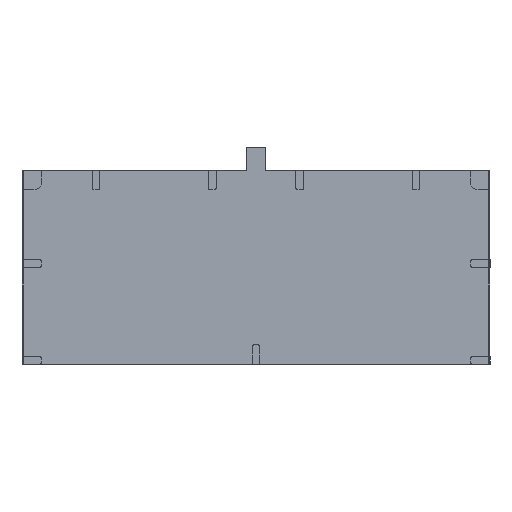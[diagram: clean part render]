
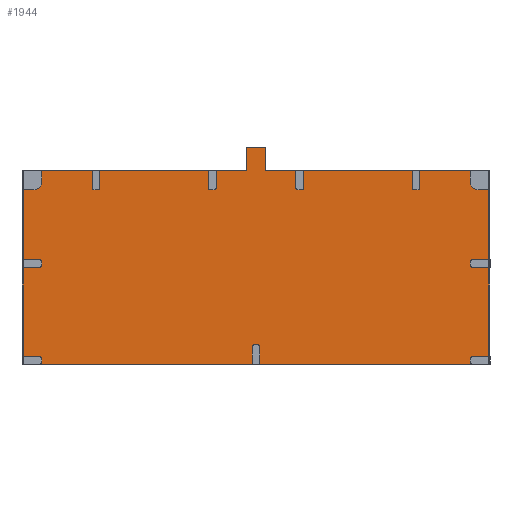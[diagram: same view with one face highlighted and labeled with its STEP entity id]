
A CAD part, top view. The second image highlights one B-rep face of the part: STEP entity #1944.
In plain terms, the highlighted planar face has unit normal (0, 0, 1).
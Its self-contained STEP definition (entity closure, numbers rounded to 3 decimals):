
#23 = CARTESIAN_POINT ( 'NONE',  ( 600., -500., 128. ) ) ;
#91 = VERTEX_POINT ( 'NONE', #13366 ) ;
#367 = VECTOR ( 'NONE', #1668, 1000. ) ;
#509 = ORIENTED_EDGE ( 'NONE', *, *, #5233, .F. ) ;
#573 = VERTEX_POINT ( 'NONE', #9664 ) ;
#865 = DIRECTION ( 'NONE',  ( -1., 0., 0. ) ) ;
#1020 = CARTESIAN_POINT ( 'NONE',  ( -600., 0., 128. ) ) ;
#1668 = DIRECTION ( 'NONE',  ( 0., 1., 0. ) ) ;
#1944 = ADVANCED_FACE ( 'NONE', ( #9313 ), #6358, .T. ) ;
#2126 = LINE ( 'NONE', #7764, #4112 ) ;
#2143 = CARTESIAN_POINT ( 'NONE',  ( -25., 0., 128. ) ) ;
#2567 = ORIENTED_EDGE ( 'NONE', *, *, #3773, .T. ) ;
#2872 = CARTESIAN_POINT ( 'NONE',  ( 25., 60., 128. ) ) ;
#3234 = CARTESIAN_POINT ( 'NONE',  ( -600., -500., 128. ) ) ;
#3261 = CARTESIAN_POINT ( 'NONE',  ( -600., -500., 128. ) ) ;
#3312 = EDGE_CURVE ( 'NONE', #5284, #91, #17631, .T. ) ;
#3327 = DIRECTION ( 'NONE',  ( 1., 0., 0. ) ) ;
#3546 = VECTOR ( 'NONE', #8419, 1000. ) ;
#3773 = EDGE_CURVE ( 'NONE', #13974, #5284, #2126, .T. ) ;
#3829 = CARTESIAN_POINT ( 'NONE',  ( 600., 0., 128. ) ) ;
#4112 = VECTOR ( 'NONE', #14585, 1000. ) ;
#4366 = LINE ( 'NONE', #23, #7432 ) ;
#4981 = DIRECTION ( 'NONE',  ( 1., 0., 0. ) ) ;
#5051 = DIRECTION ( 'NONE',  ( 0., 0., 1. ) ) ;
#5233 = EDGE_CURVE ( 'NONE', #8581, #7296, #15512, .T. ) ;
#5284 = VERTEX_POINT ( 'NONE', #2872 ) ;
#5457 = EDGE_CURVE ( 'NONE', #9942, #573, #17524, .T. ) ;
#6319 = EDGE_LOOP ( 'NONE', ( #509, #15139, #12207, #17376, #16048, #2567, #15914, #11911 ) ) ;
#6358 = PLANE ( 'NONE',  #8348 ) ;
#6909 = CARTESIAN_POINT ( 'NONE',  ( 25., 0., 128. ) ) ;
#7023 = VERTEX_POINT ( 'NONE', #3829 ) ;
#7208 = CARTESIAN_POINT ( 'NONE',  ( -600., -500., 128. ) ) ;
#7296 = VERTEX_POINT ( 'NONE', #2143 ) ;
#7432 = VECTOR ( 'NONE', #12576, 1000. ) ;
#7698 = EDGE_CURVE ( 'NONE', #573, #7023, #4366, .T. ) ;
#7764 = CARTESIAN_POINT ( 'NONE',  ( 25., 0., 128. ) ) ;
#7828 = EDGE_CURVE ( 'NONE', #9942, #8581, #15923, .T. ) ;
#7986 = VECTOR ( 'NONE', #3327, 1000. ) ;
#8348 = AXIS2_PLACEMENT_3D ( 'NONE', #11980, #5051, #4981 ) ;
#8419 = DIRECTION ( 'NONE',  ( 1., 0., 0. ) ) ;
#8494 = VECTOR ( 'NONE', #865, 1000. ) ;
#8581 = VERTEX_POINT ( 'NONE', #1020 ) ;
#9191 = EDGE_CURVE ( 'NONE', #91, #7296, #14714, .T. ) ;
#9313 = FACE_OUTER_BOUND ( 'NONE', #6319, .T. ) ;
#9664 = CARTESIAN_POINT ( 'NONE',  ( 600., -500., 128. ) ) ;
#9670 = LINE ( 'NONE', #11250, #12271 ) ;
#9942 = VERTEX_POINT ( 'NONE', #3261 ) ;
#10287 = CARTESIAN_POINT ( 'NONE',  ( 25., 60., 128. ) ) ;
#11250 = CARTESIAN_POINT ( 'NONE',  ( -600., 0., 128. ) ) ;
#11911 = ORIENTED_EDGE ( 'NONE', *, *, #9191, .T. ) ;
#11980 = CARTESIAN_POINT ( 'NONE',  ( -600., -500., 128. ) ) ;
#12207 = ORIENTED_EDGE ( 'NONE', *, *, #5457, .T. ) ;
#12271 = VECTOR ( 'NONE', #15626, 1000. ) ;
#12576 = DIRECTION ( 'NONE',  ( 0., 1., 0. ) ) ;
#12872 = CARTESIAN_POINT ( 'NONE',  ( -600., 0., 128. ) ) ;
#13362 = DIRECTION ( 'NONE',  ( 0., -1., 0. ) ) ;
#13366 = CARTESIAN_POINT ( 'NONE',  ( -25., 60., 128. ) ) ;
#13537 = CARTESIAN_POINT ( 'NONE',  ( -25., 60., 128. ) ) ;
#13974 = VERTEX_POINT ( 'NONE', #6909 ) ;
#14006 = EDGE_CURVE ( 'NONE', #13974, #7023, #9670, .T. ) ;
#14585 = DIRECTION ( 'NONE',  ( 0., 1., 0. ) ) ;
#14714 = LINE ( 'NONE', #13537, #14814 ) ;
#14814 = VECTOR ( 'NONE', #13362, 1000. ) ;
#15139 = ORIENTED_EDGE ( 'NONE', *, *, #7828, .F. ) ;
#15512 = LINE ( 'NONE', #12872, #3546 ) ;
#15626 = DIRECTION ( 'NONE',  ( 1., 0., 0. ) ) ;
#15914 = ORIENTED_EDGE ( 'NONE', *, *, #3312, .T. ) ;
#15923 = LINE ( 'NONE', #7208, #367 ) ;
#16048 = ORIENTED_EDGE ( 'NONE', *, *, #14006, .F. ) ;
#17376 = ORIENTED_EDGE ( 'NONE', *, *, #7698, .T. ) ;
#17524 = LINE ( 'NONE', #3234, #7986 ) ;
#17631 = LINE ( 'NONE', #10287, #8494 ) ;
